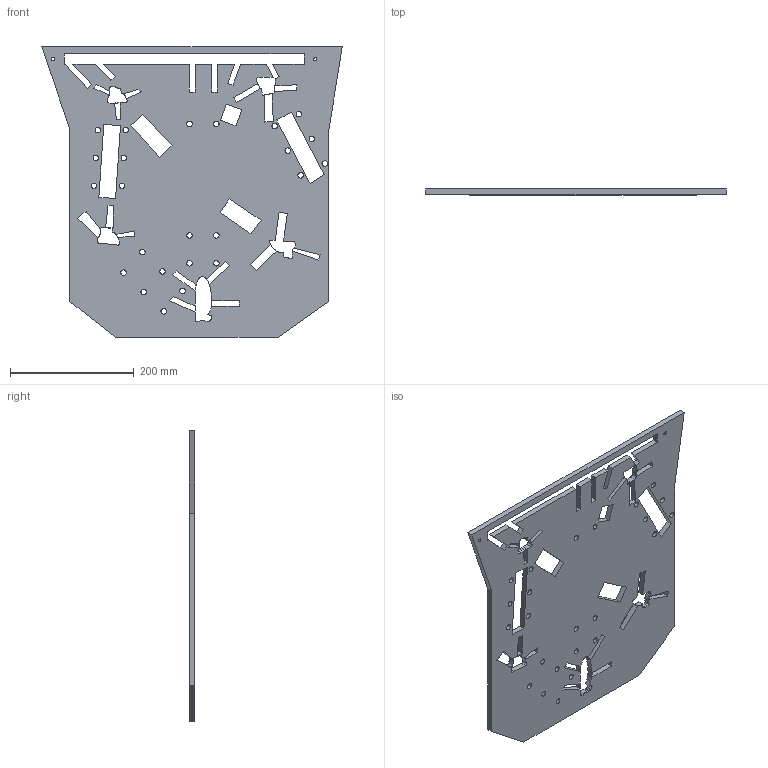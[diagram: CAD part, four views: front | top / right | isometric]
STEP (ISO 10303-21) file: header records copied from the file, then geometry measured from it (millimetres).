
FILE_DESCRIPTION(('FreeCAD Model'),'2;1');
FILE_NAME('Open CASCADE Shape Model','2025-05-04T17:14:36',('FreeCAD'),( 'FreeCAD'),'Open CASCADE STEP processor 7.6','FreeCAD','Unknown');
FILE_SCHEMA(('AUTOMOTIVE_DESIGN { 1 0 10303 214 1 1 1 1 }'));
Length unit declared in the file: millimetre
Products named in the file (1): Open CASCADE STEP translator 7.6 1
Bounding box: 485.19 x 9 x 468.79 mm (x, y, z)
Volume: 1482573.6 mm3; surface area: 391923.7 mm2
Topology: 28 solids, 28 shells, 324 faces, 806 edges, 540 vertices
Faces by surface type: bspline 324
Entity records: 10039 total; most frequent: CARTESIAN_POINT 5133, ORIENTED_EDGE 1608, EDGE_CURVE 804, B_SPLINE_CURVE_WITH_KNOTS 564, VERTEX_POINT 536, FACE_BOUND 396, EDGE_LOOP 396, ADVANCED_FACE 324
